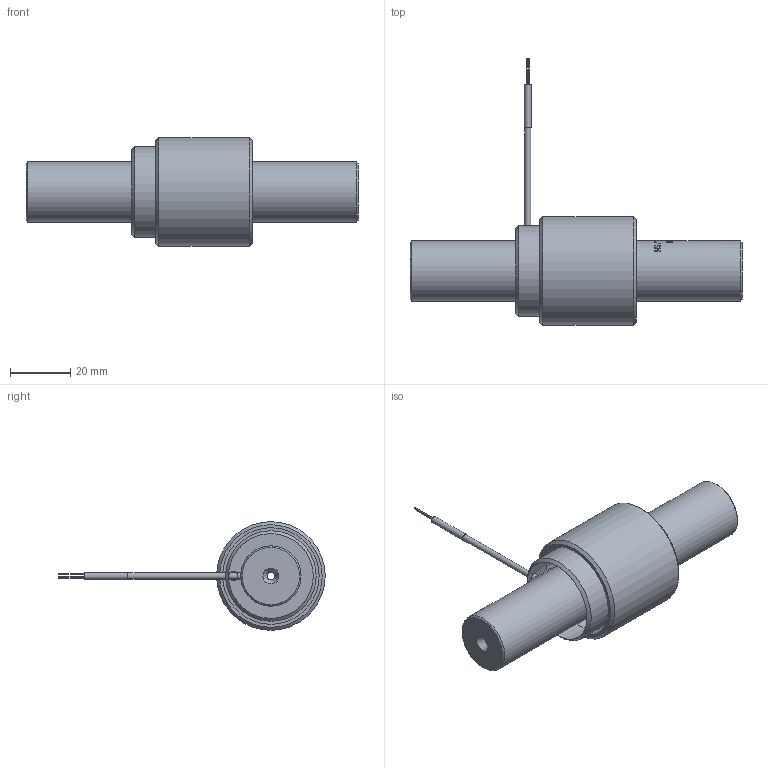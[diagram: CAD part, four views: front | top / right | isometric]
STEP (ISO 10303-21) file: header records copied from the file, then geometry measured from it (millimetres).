
FILE_DESCRIPTION (( 'STEP AP203' ), '1' );
FILE_NAME ('125-210-000-011_EF.STEP', '2021-02-10T08:58:12', ( 'magtroladmin' ), ( 'Hewlett-Packard Company' ), 'SwSTEP 2.0', 'SolidWorks 2021', '' );
FILE_SCHEMA (( 'CONFIG_CONTROL_DESIGN' ));
Length unit declared in the file: millimetre
Products named in the file (1): 125-210-000-011_EF
Bounding box: 110 x 88.27 x 36 mm (x, y, z)
Surface area: 14636.9 mm2 (no closed solid volume)
Topology: 0 solids, 8 shells, 105 faces, 747 edges, 629 vertices
Faces by surface type: cylinder 34, plane 34, bspline 30, cone 7
Full cylindrical faces by diameter (mm): 0.282 x3, 2 x1, 2.212 x1, 2.5 x3, 3 x1, 20 x2, 30 x1, 32 x1, 36 x1
Entity records: 11430 total; most frequent: CARTESIAN_POINT 7198, ORIENTED_EDGE 866, EDGE_CURVE 719, VERTEX_POINT 624, B_SPLINE_CURVE_WITH_KNOTS 537, DIRECTION 430, AXIS2_PLACEMENT_3D 172, EDGE_LOOP 159
